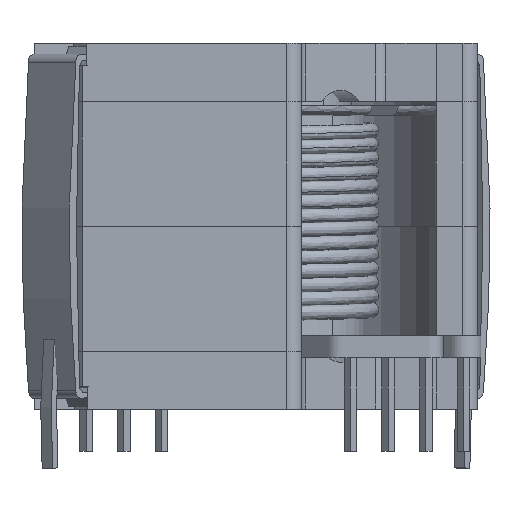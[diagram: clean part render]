
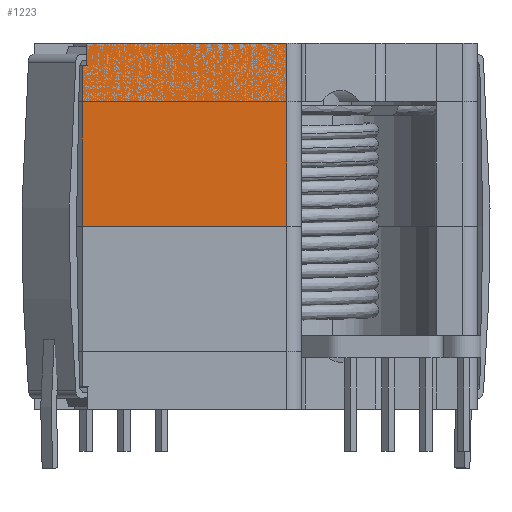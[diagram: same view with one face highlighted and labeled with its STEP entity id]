
A CAD part, front view. The second image highlights one B-rep face of the part: STEP entity #1223.
In plain terms, the highlighted free-form (B-spline) face has degree [1, 1] with [2, 2] control points.
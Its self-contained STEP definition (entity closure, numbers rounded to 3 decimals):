
#1022 = VERTEX_POINT('',#1023);
#1023 = CARTESIAN_POINT('',(-11.403,-14.901,24.7));
#1030 = EDGE_CURVE('',#1022,#1031,#1033,.T.);
#1031 = VERTEX_POINT('',#1032);
#1032 = CARTESIAN_POINT('',(2.061,-14.901,24.7));
#1033 = B_SPLINE_CURVE_WITH_KNOTS('',1,(#1034,#1035),.UNSPECIFIED.,.F.,
  .F.,(2,2),(47.785,61.25),.PIECEWISE_BEZIER_KNOTS.);
#1034 = CARTESIAN_POINT('',(-11.403,-14.901,24.7));
#1035 = CARTESIAN_POINT('',(2.061,-14.901,24.7));
#1142 = VERTEX_POINT('',#1143);
#1143 = CARTESIAN_POINT('',(2.061,-14.901,12.4));
#1151 = EDGE_CURVE('',#1152,#1142,#1154,.T.);
#1152 = VERTEX_POINT('',#1153);
#1153 = CARTESIAN_POINT('',(-11.686,-14.901,12.4));
#1154 = B_SPLINE_CURVE_WITH_KNOTS('',1,(#1155,#1156),.UNSPECIFIED.,.F.,
  .F.,(2,2),(47.502,61.25),.PIECEWISE_BEZIER_KNOTS.);
#1155 = CARTESIAN_POINT('',(-11.686,-14.901,12.4));
#1156 = CARTESIAN_POINT('',(2.061,-14.901,12.4));
#1205 = EDGE_CURVE('',#1031,#1142,#1206,.T.);
#1206 = B_SPLINE_CURVE_WITH_KNOTS('',1,(#1207,#1208),.UNSPECIFIED.,.F.,
  .F.,(2,2),(0.,12.3),.PIECEWISE_BEZIER_KNOTS.);
#1207 = CARTESIAN_POINT('',(2.061,-14.901,24.7));
#1208 = CARTESIAN_POINT('',(2.061,-14.901,12.4));
#1223 = ADVANCED_FACE('',(#1224),#1252,.T.);
#1224 = FACE_BOUND('',#1225,.T.);
#1225 = EDGE_LOOP('',(#1226,#1235,#1244,#1249,#1250,#1251));
#1226 = ORIENTED_EDGE('',*,*,#1227,.T.);
#1227 = EDGE_CURVE('',#1022,#1228,#1230,.T.);
#1228 = VERTEX_POINT('',#1229);
#1229 = CARTESIAN_POINT('',(-11.403,-14.901,23.2));
#1230 = B_SPLINE_CURVE_WITH_KNOTS('',3,(#1231,#1232,#1233,#1234),
  .UNSPECIFIED.,.F.,.F.,(4,4),(-1.5,0.),.PIECEWISE_BEZIER_KNOTS.);
#1231 = CARTESIAN_POINT('',(-11.403,-14.901,24.7));
#1232 = CARTESIAN_POINT('',(-11.403,-14.901,24.2));
#1233 = CARTESIAN_POINT('',(-11.403,-14.901,23.7));
#1234 = CARTESIAN_POINT('',(-11.403,-14.901,23.2));
#1235 = ORIENTED_EDGE('',*,*,#1236,.T.);
#1236 = EDGE_CURVE('',#1228,#1237,#1239,.T.);
#1237 = VERTEX_POINT('',#1238);
#1238 = CARTESIAN_POINT('',(-11.686,-14.901,23.2));
#1239 = B_SPLINE_CURVE_WITH_KNOTS('',3,(#1240,#1241,#1242,#1243),
  .UNSPECIFIED.,.F.,.F.,(4,4),(0.,0.283),
  .PIECEWISE_BEZIER_KNOTS.);
#1240 = CARTESIAN_POINT('',(-11.403,-14.901,23.2));
#1241 = CARTESIAN_POINT('',(-11.498,-14.901,23.2));
#1242 = CARTESIAN_POINT('',(-11.592,-14.901,23.2));
#1243 = CARTESIAN_POINT('',(-11.686,-14.901,23.2));
#1244 = ORIENTED_EDGE('',*,*,#1245,.T.);
#1245 = EDGE_CURVE('',#1237,#1152,#1246,.T.);
#1246 = B_SPLINE_CURVE_WITH_KNOTS('',1,(#1247,#1248),.UNSPECIFIED.,.F.,
  .F.,(2,2),(1.5,12.3),.PIECEWISE_BEZIER_KNOTS.);
#1247 = CARTESIAN_POINT('',(-11.686,-14.901,23.2));
#1248 = CARTESIAN_POINT('',(-11.686,-14.901,12.4));
#1249 = ORIENTED_EDGE('',*,*,#1151,.T.);
#1250 = ORIENTED_EDGE('',*,*,#1205,.F.);
#1251 = ORIENTED_EDGE('',*,*,#1030,.F.);
#1252 = B_SPLINE_SURFACE_WITH_KNOTS('',1,1,(
    (#1253,#1254)
    ,(#1255,#1256
    )),.UNSPECIFIED.,.F.,.F.,.F.,(2,2),(2,2),(-61.25,
    -47.502),(0.,12.3),.PIECEWISE_BEZIER_KNOTS.);
#1253 = CARTESIAN_POINT('',(2.061,-14.901,24.7));
#1254 = CARTESIAN_POINT('',(2.061,-14.901,12.4));
#1255 = CARTESIAN_POINT('',(-11.686,-14.901,24.7));
#1256 = CARTESIAN_POINT('',(-11.686,-14.901,12.4));
